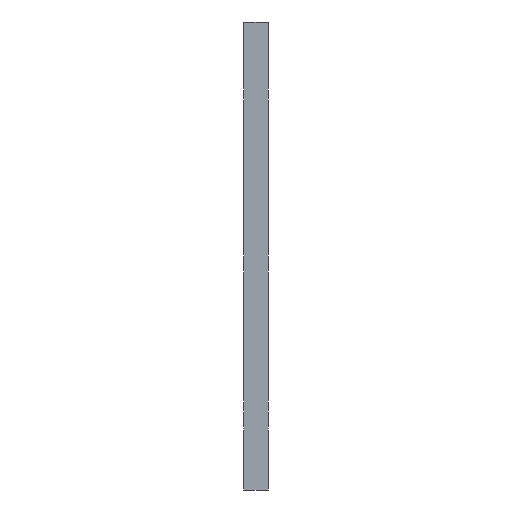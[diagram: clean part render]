
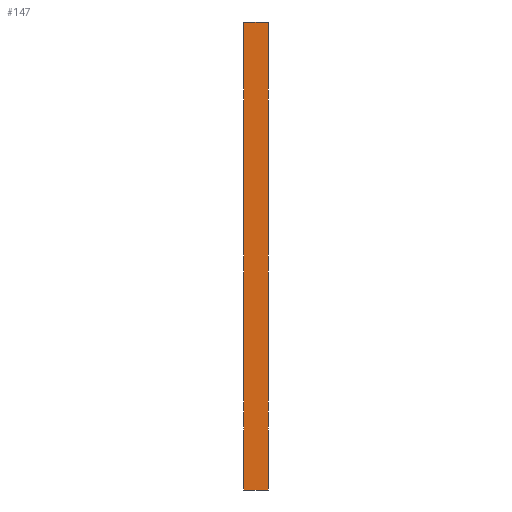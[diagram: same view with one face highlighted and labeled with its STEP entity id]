
A CAD part, front view. The second image highlights one B-rep face of the part: STEP entity #147.
In plain terms, the highlighted planar face has unit normal (0, -1, 0).
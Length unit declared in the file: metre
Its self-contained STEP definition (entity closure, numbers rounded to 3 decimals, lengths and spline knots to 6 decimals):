
#147 = ADVANCED_FACE( 'NONE', ( #401 ), #402, .T. );
#401 = FACE_OUTER_BOUND( '', #872, .T. );
#402 = PLANE( '', #873 );
#872 = EDGE_LOOP( '', ( #1352, #1353, #1354, #1355 ) );
#873 = AXIS2_PLACEMENT_3D( '', #1356, #1357, #1358 );
#1352 = ORIENTED_EDGE( '', *, *, #2455, .F. );
#1353 = ORIENTED_EDGE( '', *, *, #2456, .F. );
#1354 = ORIENTED_EDGE( '', *, *, #2457, .F. );
#1355 = ORIENTED_EDGE( '', *, *, #2458, .F. );
#1356 = CARTESIAN_POINT( '', ( 0., 0., 0. ) );
#1357 = DIRECTION( '', ( 0., -1., 0. ) );
#1358 = DIRECTION( '', ( 0., 0., -1. ) );
#2455 = EDGE_CURVE( 'NONE', #2906, #2907, #2908, .T. );
#2456 = EDGE_CURVE( 'NONE', #2909, #2906, #2910, .T. );
#2457 = EDGE_CURVE( 'NONE', #2911, #2909, #2912, .T. );
#2458 = EDGE_CURVE( 'NONE', #2907, #2911, #2913, .T. );
#2906 = VERTEX_POINT( 'NONE', #3585 );
#2907 = VERTEX_POINT( 'NONE', #3586 );
#2908 = LINE( '', #3587, #3588 );
#2909 = VERTEX_POINT( 'NONE', #3589 );
#2910 = LINE( '', #3590, #3591 );
#2911 = VERTEX_POINT( 'NONE', #3592 );
#2912 = LINE( '', #3593, #3594 );
#2913 = LINE( '', #3595, #3596 );
#3585 = CARTESIAN_POINT( '', ( -0.0215, 0., 0.0025 ) );
#3586 = CARTESIAN_POINT( '', ( -0.0215, 0., -0.0455 ) );
#3587 = CARTESIAN_POINT( '', ( -0.0215, 0., 0. ) );
#3588 = VECTOR( '', #4420, 1. );
#3589 = CARTESIAN_POINT( '', ( -0.024, 0., 0.0025 ) );
#3590 = CARTESIAN_POINT( '', ( 0.024, 0., 0.0025 ) );
#3591 = VECTOR( '', #4421, 1. );
#3592 = CARTESIAN_POINT( '', ( -0.024, 0., -0.0455 ) );
#3593 = CARTESIAN_POINT( '', ( -0.024, 0., -0.0455 ) );
#3594 = VECTOR( '', #4422, 1. );
#3595 = CARTESIAN_POINT( '', ( -0.0215, 0., -0.0455 ) );
#3596 = VECTOR( '', #4423, 1. );
#4420 = DIRECTION( '', ( 0., 0., -1. ) );
#4421 = DIRECTION( '', ( 1., 0., 0. ) );
#4422 = DIRECTION( '', ( 0., 0., 1. ) );
#4423 = DIRECTION( '', ( -1., 0., 0. ) );
